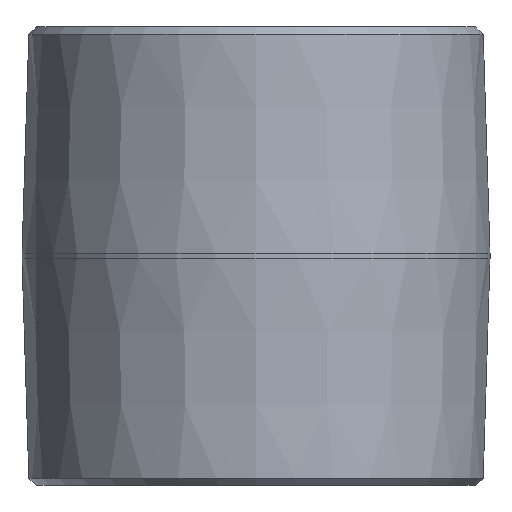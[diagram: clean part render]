
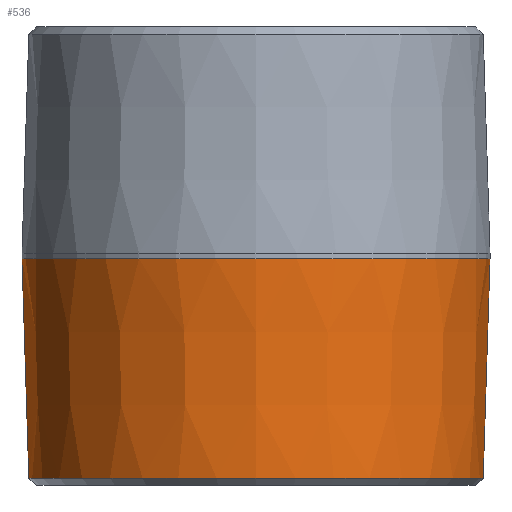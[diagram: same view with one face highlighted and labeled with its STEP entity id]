
A CAD part, front view. The second image highlights one B-rep face of the part: STEP entity #536.
In plain terms, the highlighted conical face has half-angle 1.78 degrees and reference radius 21.082 mm.
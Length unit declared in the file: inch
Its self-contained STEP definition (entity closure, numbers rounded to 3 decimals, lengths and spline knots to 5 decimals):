
#35 = EDGE_CURVE ( 'NONE', #190, #36, #88, .T. ) ;
#36 = VERTEX_POINT ( 'NONE', #175 ) ;
#40 = DIRECTION ( 'NONE',  ( 1., 0., 0. ) ) ;
#45 = EDGE_LOOP ( 'NONE', ( #136, #234, #283, #365 ) ) ;
#48 = DIRECTION ( 'NONE',  ( -0.031, 0., 1. ) ) ;
#51 = CARTESIAN_POINT ( 'NONE',  ( 0.83, 0., 0.8025 ) ) ;
#80 = CARTESIAN_POINT ( 'NONE',  ( 0., 0., 0.02499 ) ) ;
#88 = CIRCLE ( 'NONE', #155, 0.83 ) ;
#96 = EDGE_CURVE ( 'NONE', #310, #190, #435, .T. ) ;
#136 = ORIENTED_EDGE ( 'NONE', *, *, #514, .F. ) ;
#153 = VERTEX_POINT ( 'NONE', #304 ) ;
#155 = AXIS2_PLACEMENT_3D ( 'NONE', #255, #515, #430 ) ;
#166 = AXIS2_PLACEMENT_3D ( 'NONE', #432, #479, #40 ) ;
#175 = CARTESIAN_POINT ( 'NONE',  ( -0.83, 0., 0.8025 ) ) ;
#190 = VERTEX_POINT ( 'NONE', #263 ) ;
#234 = ORIENTED_EDGE ( 'NONE', *, *, #527, .T. ) ;
#255 = CARTESIAN_POINT ( 'NONE',  ( 0., 0., 0.8025 ) ) ;
#257 = FACE_OUTER_BOUND ( 'NONE', #45, .T. ) ;
#263 = CARTESIAN_POINT ( 'NONE',  ( 0.83, 0., 0.8025 ) ) ;
#283 = ORIENTED_EDGE ( 'NONE', *, *, #96, .T. ) ;
#304 = CARTESIAN_POINT ( 'NONE',  ( -0.80584, 0., 0.02499 ) ) ;
#310 = VERTEX_POINT ( 'NONE', #461 ) ;
#323 = DIRECTION ( 'NONE',  ( -1., 0., 0. ) ) ;
#325 = CONICAL_SURFACE ( 'NONE', #166, 0.83, 0.031 ) ;
#347 = VECTOR ( 'NONE', #392, 39.37008 ) ;
#365 = ORIENTED_EDGE ( 'NONE', *, *, #35, .T. ) ;
#384 = CARTESIAN_POINT ( 'NONE',  ( -0.83, 0., 0.8025 ) ) ;
#392 = DIRECTION ( 'NONE',  ( 0.031, 0., 1. ) ) ;
#397 = CIRCLE ( 'NONE', #516, 0.80584 ) ;
#430 = DIRECTION ( 'NONE',  ( -1., 0., 0. ) ) ;
#432 = CARTESIAN_POINT ( 'NONE',  ( 0., 0., 0.8025 ) ) ;
#434 = LINE ( 'NONE', #384, #442 ) ;
#435 = LINE ( 'NONE', #51, #347 ) ;
#442 = VECTOR ( 'NONE', #48, 39.37008 ) ;
#461 = CARTESIAN_POINT ( 'NONE',  ( 0.80584, 0., 0.02499 ) ) ;
#479 = DIRECTION ( 'NONE',  ( 0., 0., 1. ) ) ;
#514 = EDGE_CURVE ( 'NONE', #153, #36, #434, .T. ) ;
#515 = DIRECTION ( 'NONE',  ( 0., 0., -1. ) ) ;
#516 = AXIS2_PLACEMENT_3D ( 'NONE', #80, #552, #323 ) ;
#527 = EDGE_CURVE ( 'NONE', #153, #310, #397, .T. ) ;
#536 = ADVANCED_FACE ( 'NONE', ( #257 ), #325, .T. ) ;
#552 = DIRECTION ( 'NONE',  ( 0., 0., 1. ) ) ;
